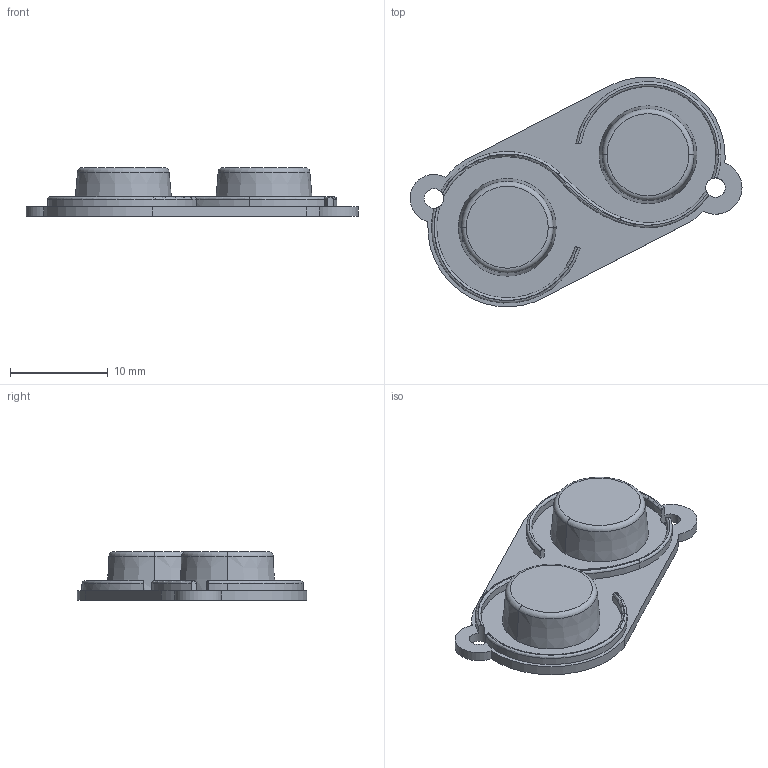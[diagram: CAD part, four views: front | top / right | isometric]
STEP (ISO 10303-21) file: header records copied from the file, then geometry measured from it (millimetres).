
FILE_DESCRIPTION (( 'STEP AP214' ), '1' );
FILE_NAME ('diagonal.STEP', '2020-06-15T22:09:55', ( '' ), ( '' ), 'SwSTEP 2.0', 'SolidWorks 2019', '' );
FILE_SCHEMA (( 'AUTOMOTIVE_DESIGN' ));
Length unit declared in the file: millimetre
Products named in the file (1): diagonal
Bounding box: 33.97 x 23.5 x 5 mm (x, y, z)
Volume: 1001.6 mm3; surface area: 1468 mm2
Topology: 1 solids, 1 shells, 61 faces, 160 edges, 104 vertices
Faces by surface type: cylinder 26, torus 14, plane 13, cone 4, bspline 4
Entity records: 2092 total; most frequent: CARTESIAN_POINT 499, DIRECTION 354, ORIENTED_EDGE 320, EDGE_CURVE 160, AXIS2_PLACEMENT_3D 153, VERTEX_POINT 104, CIRCLE 95, EDGE_LOOP 68
